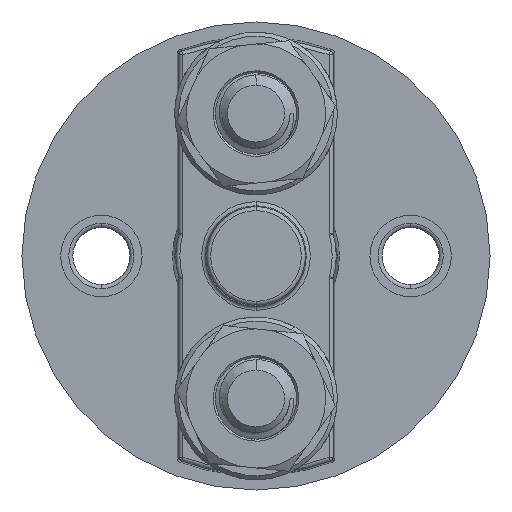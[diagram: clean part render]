
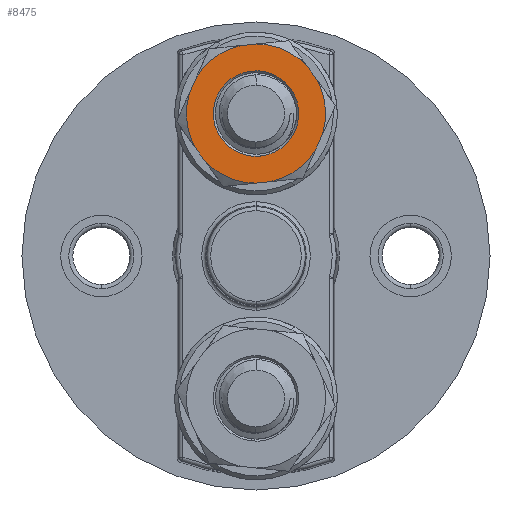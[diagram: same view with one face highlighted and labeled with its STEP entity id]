
A CAD part, front view. The second image highlights one B-rep face of the part: STEP entity #8475.
In plain terms, the highlighted planar face has unit normal (0, -1, 0).
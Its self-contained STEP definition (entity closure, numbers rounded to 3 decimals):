
#96 = ORIENTED_EDGE ( 'NONE', *, *, #12299, .F. ) ;
#204 = DIRECTION ( 'NONE',  ( 0., 0., -1. ) ) ;
#205 = CARTESIAN_POINT ( 'NONE',  ( 0., 0., 0. ) ) ;
#318 = EDGE_CURVE ( 'NONE', #8012, #10416, #11496, .T. ) ;
#435 = EDGE_LOOP ( 'NONE', ( #10932, #16672 ) ) ;
#442 = CARTESIAN_POINT ( 'NONE',  ( 0., 0., 5.25 ) ) ;
#639 = DIRECTION ( 'NONE',  ( 0., 1., 0. ) ) ;
#981 = AXIS2_PLACEMENT_3D ( 'NONE', #205, #9512, #6484 ) ;
#1309 = VERTEX_POINT ( 'NONE', #442 ) ;
#1330 = DIRECTION ( 'NONE',  ( 0., 0., -1. ) ) ;
#2131 = EDGE_LOOP ( 'NONE', ( #4156, #19279, #17842, #12489, #15297, #3721, #8469, #7375, #96, #11773, #2604, #8979 ) ) ;
#2250 = EDGE_CURVE ( 'NONE', #4702, #10416, #15299, .T. ) ;
#2456 = CARTESIAN_POINT ( 'NONE',  ( -4.907, 0., -8.5 ) ) ;
#2591 = CARTESIAN_POINT ( 'NONE',  ( -6.881, 0., 5.082 ) ) ;
#2604 = ORIENTED_EDGE ( 'NONE', *, *, #18843, .F. ) ;
#2625 = CARTESIAN_POINT ( 'NONE',  ( 0., 0., 0. ) ) ;
#2652 = DIRECTION ( 'NONE',  ( -1., 0., 0. ) ) ;
#2669 = DIRECTION ( 'NONE',  ( 0., -1., 0. ) ) ;
#2887 = DIRECTION ( 'NONE',  ( -0.5, 0., 0.866 ) ) ;
#2918 = EDGE_CURVE ( 'NONE', #13878, #15985, #7245, .T. ) ;
#2933 = AXIS2_PLACEMENT_3D ( 'NONE', #10433, #7485, #16592 ) ;
#3066 = CARTESIAN_POINT ( 'NONE',  ( -6.881, 0., -5.082 ) ) ;
#3165 = DIRECTION ( 'NONE',  ( 0., -1., 0. ) ) ;
#3170 = CARTESIAN_POINT ( 'NONE',  ( 7.842, 0., 3.418 ) ) ;
#3424 = CARTESIAN_POINT ( 'NONE',  ( -4.907, 0., 8.5 ) ) ;
#3534 = DIRECTION ( 'NONE',  ( 0., -1., 0. ) ) ;
#3594 = CARTESIAN_POINT ( 'NONE',  ( 0., 0., 0. ) ) ;
#3721 = ORIENTED_EDGE ( 'NONE', *, *, #17147, .T. ) ;
#3863 = CARTESIAN_POINT ( 'NONE',  ( 0.961, 0., 8.5 ) ) ;
#3934 = FACE_OUTER_BOUND ( 'NONE', #2131, .T. ) ;
#4057 = CARTESIAN_POINT ( 'NONE',  ( 6.881, 0., -5.082 ) ) ;
#4156 = ORIENTED_EDGE ( 'NONE', *, *, #11555, .F. ) ;
#4346 = CARTESIAN_POINT ( 'NONE',  ( 4.907, 0., -8.5 ) ) ;
#4637 = VECTOR ( 'NONE', #2887, 1000. ) ;
#4702 = VERTEX_POINT ( 'NONE', #13200 ) ;
#4814 = CIRCLE ( 'NONE', #981, 8.554 ) ;
#5002 = EDGE_CURVE ( 'NONE', #4702, #5792, #4814, .T. ) ;
#5183 = CIRCLE ( 'NONE', #2933, 5.25 ) ;
#5311 = AXIS2_PLACEMENT_3D ( 'NONE', #14082, #15602, #204 ) ;
#5792 = VERTEX_POINT ( 'NONE', #3170 ) ;
#5853 = DIRECTION ( 'NONE',  ( 1., 0., 0. ) ) ;
#5947 = EDGE_CURVE ( 'NONE', #1309, #18689, #5183, .T. ) ;
#5971 = VECTOR ( 'NONE', #2652, 1000. ) ;
#6155 = AXIS2_PLACEMENT_3D ( 'NONE', #2625, #10733, #6163 ) ;
#6163 = DIRECTION ( 'NONE',  ( 0., 0., -1. ) ) ;
#6316 = VECTOR ( 'NONE', #5853, 1000. ) ;
#6364 = LINE ( 'NONE', #3424, #14629 ) ;
#6440 = DIRECTION ( 'NONE',  ( 0., -1., 0. ) ) ;
#6484 = DIRECTION ( 'NONE',  ( 0., 0., -1. ) ) ;
#7071 = VERTEX_POINT ( 'NONE', #16540 ) ;
#7245 = CIRCLE ( 'NONE', #13725, 8.554 ) ;
#7375 = ORIENTED_EDGE ( 'NONE', *, *, #2918, .T. ) ;
#7485 = DIRECTION ( 'NONE',  ( 0., 1., 0. ) ) ;
#7623 = FACE_BOUND ( 'NONE', #435, .T. ) ;
#7899 = CARTESIAN_POINT ( 'NONE',  ( -0.961, 0., 8.5 ) ) ;
#8012 = VERTEX_POINT ( 'NONE', #19743 ) ;
#8266 = AXIS2_PLACEMENT_3D ( 'NONE', #3594, #6440, #9475 ) ;
#8469 = ORIENTED_EDGE ( 'NONE', *, *, #8741, .F. ) ;
#8475 = ADVANCED_FACE ( 'NONE', ( #7623, #3934 ), #17633, .T. ) ;
#8510 = CARTESIAN_POINT ( 'NONE',  ( 0., 0., -17. ) ) ;
#8556 = CIRCLE ( 'NONE', #5311, 8.554 ) ;
#8741 = EDGE_CURVE ( 'NONE', #13878, #10366, #13571, .T. ) ;
#8979 = ORIENTED_EDGE ( 'NONE', *, *, #15757, .T. ) ;
#9072 = CARTESIAN_POINT ( 'NONE',  ( -9.815, 0., 0. ) ) ;
#9073 = AXIS2_PLACEMENT_3D ( 'NONE', #10862, #3165, #1330 ) ;
#9475 = DIRECTION ( 'NONE',  ( 0., 0., -1. ) ) ;
#9512 = DIRECTION ( 'NONE',  ( 0., -1., 0. ) ) ;
#9931 = VERTEX_POINT ( 'NONE', #14131 ) ;
#9978 = DIRECTION ( 'NONE',  ( 0., 0., -1. ) ) ;
#10366 = VERTEX_POINT ( 'NONE', #3863 ) ;
#10416 = VERTEX_POINT ( 'NONE', #4057 ) ;
#10433 = CARTESIAN_POINT ( 'NONE',  ( 0., 0., 0. ) ) ;
#10733 = DIRECTION ( 'NONE',  ( 0., -1., 0. ) ) ;
#10862 = CARTESIAN_POINT ( 'NONE',  ( 0., 0., 0. ) ) ;
#10932 = ORIENTED_EDGE ( 'NONE', *, *, #17928, .T. ) ;
#11127 = AXIS2_PLACEMENT_3D ( 'NONE', #11791, #639, #9978 ) ;
#11472 = LINE ( 'NONE', #2456, #5971 ) ;
#11496 = CIRCLE ( 'NONE', #8266, 8.554 ) ;
#11555 = EDGE_CURVE ( 'NONE', #8012, #16866, #11472, .T. ) ;
#11773 = ORIENTED_EDGE ( 'NONE', *, *, #15291, .T. ) ;
#11791 = CARTESIAN_POINT ( 'NONE',  ( 0., 0., 0. ) ) ;
#12299 = EDGE_CURVE ( 'NONE', #7071, #15985, #6364, .T. ) ;
#12489 = ORIENTED_EDGE ( 'NONE', *, *, #5002, .T. ) ;
#13037 = CARTESIAN_POINT ( 'NONE',  ( 0., 0., -5.25 ) ) ;
#13200 = CARTESIAN_POINT ( 'NONE',  ( 7.842, 0., -3.418 ) ) ;
#13405 = AXIS2_PLACEMENT_3D ( 'NONE', #8510, #3534, #17434 ) ;
#13417 = DIRECTION ( 'NONE',  ( 0., 0., -1. ) ) ;
#13571 = LINE ( 'NONE', #19770, #6316 ) ;
#13725 = AXIS2_PLACEMENT_3D ( 'NONE', #16444, #2669, #13417 ) ;
#13878 = VERTEX_POINT ( 'NONE', #7899 ) ;
#14082 = CARTESIAN_POINT ( 'NONE',  ( 0., 0., 0. ) ) ;
#14131 = CARTESIAN_POINT ( 'NONE',  ( -7.842, 0., -3.418 ) ) ;
#14252 = DIRECTION ( 'NONE',  ( 0.5, 0., 0.866 ) ) ;
#14629 = VECTOR ( 'NONE', #14252, 1000. ) ;
#14758 = LINE ( 'NONE', #19744, #17190 ) ;
#14846 = LINE ( 'NONE', #9072, #4637 ) ;
#15179 = CARTESIAN_POINT ( 'NONE',  ( 6.881, 0., 5.082 ) ) ;
#15291 = EDGE_CURVE ( 'NONE', #7071, #9931, #16182, .T. ) ;
#15297 = ORIENTED_EDGE ( 'NONE', *, *, #15940, .F. ) ;
#15299 = LINE ( 'NONE', #4346, #18245 ) ;
#15320 = VERTEX_POINT ( 'NONE', #3066 ) ;
#15544 = CIRCLE ( 'NONE', #6155, 8.554 ) ;
#15602 = DIRECTION ( 'NONE',  ( 0., -1., 0. ) ) ;
#15757 = EDGE_CURVE ( 'NONE', #15320, #16866, #15544, .T. ) ;
#15940 = EDGE_CURVE ( 'NONE', #17415, #5792, #14758, .T. ) ;
#15985 = VERTEX_POINT ( 'NONE', #2591 ) ;
#16182 = CIRCLE ( 'NONE', #9073, 8.554 ) ;
#16444 = CARTESIAN_POINT ( 'NONE',  ( 0., 0., 0. ) ) ;
#16540 = CARTESIAN_POINT ( 'NONE',  ( -7.842, 0., 3.418 ) ) ;
#16592 = DIRECTION ( 'NONE',  ( 0., 0., -1. ) ) ;
#16672 = ORIENTED_EDGE ( 'NONE', *, *, #5947, .T. ) ;
#16866 = VERTEX_POINT ( 'NONE', #17853 ) ;
#17147 = EDGE_CURVE ( 'NONE', #17415, #10366, #8556, .T. ) ;
#17190 = VECTOR ( 'NONE', #18108, 1000. ) ;
#17415 = VERTEX_POINT ( 'NONE', #15179 ) ;
#17434 = DIRECTION ( 'NONE',  ( 0., 0., -1. ) ) ;
#17633 = PLANE ( 'NONE',  #13405 ) ;
#17842 = ORIENTED_EDGE ( 'NONE', *, *, #2250, .F. ) ;
#17853 = CARTESIAN_POINT ( 'NONE',  ( -0.961, 0., -8.5 ) ) ;
#17928 = EDGE_CURVE ( 'NONE', #18689, #1309, #19249, .T. ) ;
#18108 = DIRECTION ( 'NONE',  ( 0.5, 0., -0.866 ) ) ;
#18245 = VECTOR ( 'NONE', #18362, 1000. ) ;
#18362 = DIRECTION ( 'NONE',  ( -0.5, 0., -0.866 ) ) ;
#18689 = VERTEX_POINT ( 'NONE', #13037 ) ;
#18843 = EDGE_CURVE ( 'NONE', #15320, #9931, #14846, .T. ) ;
#19249 = CIRCLE ( 'NONE', #11127, 5.25 ) ;
#19279 = ORIENTED_EDGE ( 'NONE', *, *, #318, .T. ) ;
#19743 = CARTESIAN_POINT ( 'NONE',  ( 0.961, 0., -8.5 ) ) ;
#19744 = CARTESIAN_POINT ( 'NONE',  ( 9.815, 0., 0. ) ) ;
#19770 = CARTESIAN_POINT ( 'NONE',  ( 4.907, 0., 8.5 ) ) ;
